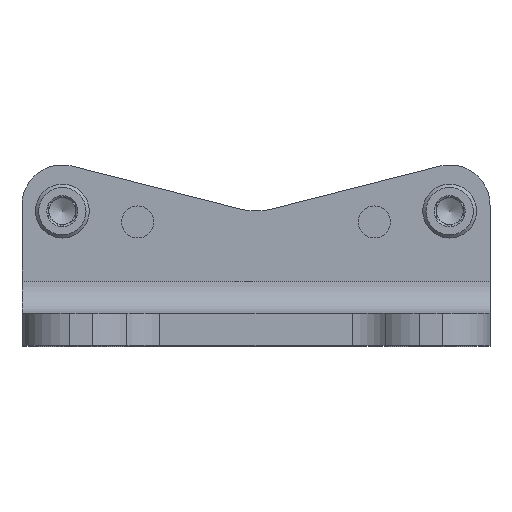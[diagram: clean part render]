
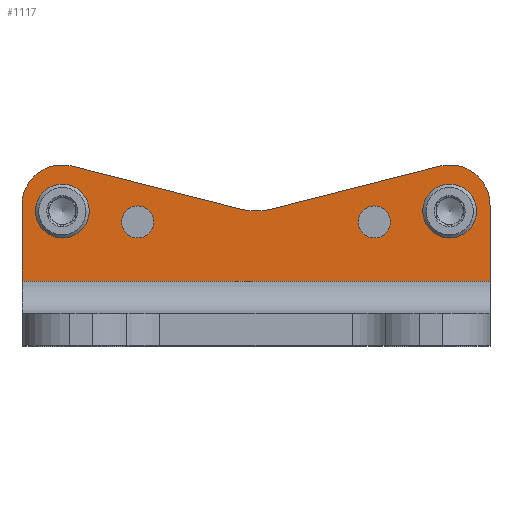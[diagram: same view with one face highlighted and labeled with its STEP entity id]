
A CAD part, top view. The second image highlights one B-rep face of the part: STEP entity #1117.
In plain terms, the highlighted planar face has unit normal (0, 0, 1).
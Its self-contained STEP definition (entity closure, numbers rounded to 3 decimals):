
#122=CIRCLE('',#1249,2.98);
#123=CIRCLE('',#1250,2.98);
#124=CIRCLE('',#1251,3.3);
#125=CIRCLE('',#1252,3.3);
#126=CIRCLE('',#1253,7.5);
#127=CIRCLE('',#1254,7.5);
#128=CIRCLE('',#1255,7.5);
#129=CIRCLE('',#1256,11.);
#130=CIRCLE('',#1257,7.5);
#247=ORIENTED_EDGE('',*,*,#535,.F.);
#248=ORIENTED_EDGE('',*,*,#536,.F.);
#249=ORIENTED_EDGE('',*,*,#537,.F.);
#250=ORIENTED_EDGE('',*,*,#538,.F.);
#251=ORIENTED_EDGE('',*,*,#503,.T.);
#252=ORIENTED_EDGE('',*,*,#539,.T.);
#253=ORIENTED_EDGE('',*,*,#513,.T.);
#254=ORIENTED_EDGE('',*,*,#540,.F.);
#255=ORIENTED_EDGE('',*,*,#509,.F.);
#256=ORIENTED_EDGE('',*,*,#541,.T.);
#257=ORIENTED_EDGE('',*,*,#533,.T.);
#258=ORIENTED_EDGE('',*,*,#542,.T.);
#259=ORIENTED_EDGE('',*,*,#543,.F.);
#260=ORIENTED_EDGE('',*,*,#544,.F.);
#261=ORIENTED_EDGE('',*,*,#545,.F.);
#262=ORIENTED_EDGE('',*,*,#546,.T.);
#503=EDGE_CURVE('',#654,#653,#738,.T.);
#509=EDGE_CURVE('',#657,#658,#743,.T.);
#513=EDGE_CURVE('',#660,#659,#745,.T.);
#533=EDGE_CURVE('',#674,#673,#755,.T.);
#535=EDGE_CURVE('',#675,#675,#122,.T.);
#536=EDGE_CURVE('',#676,#676,#123,.T.);
#537=EDGE_CURVE('',#677,#677,#124,.F.);
#538=EDGE_CURVE('',#678,#678,#125,.F.);
#539=EDGE_CURVE('',#653,#660,#126,.F.);
#540=EDGE_CURVE('',#658,#659,#757,.T.);
#541=EDGE_CURVE('',#657,#674,#127,.F.);
#542=EDGE_CURVE('',#673,#679,#128,.F.);
#543=EDGE_CURVE('',#680,#679,#758,.T.);
#544=EDGE_CURVE('',#681,#680,#129,.F.);
#545=EDGE_CURVE('',#682,#681,#759,.T.);
#546=EDGE_CURVE('',#682,#654,#130,.F.);
#653=VERTEX_POINT('',#1810);
#654=VERTEX_POINT('',#1812);
#657=VERTEX_POINT('',#1821);
#658=VERTEX_POINT('',#1823);
#659=VERTEX_POINT('',#1828);
#660=VERTEX_POINT('',#1830);
#673=VERTEX_POINT('',#1866);
#674=VERTEX_POINT('',#1868);
#675=VERTEX_POINT('',#1872);
#676=VERTEX_POINT('',#1874);
#677=VERTEX_POINT('',#1876);
#678=VERTEX_POINT('',#1878);
#679=VERTEX_POINT('',#1883);
#680=VERTEX_POINT('',#1885);
#681=VERTEX_POINT('',#1887);
#682=VERTEX_POINT('',#1889);
#738=LINE('',#1811,#818);
#743=LINE('',#1822,#823);
#745=LINE('',#1829,#825);
#755=LINE('',#1867,#835);
#757=LINE('',#1880,#837);
#758=LINE('',#1884,#838);
#759=LINE('',#1888,#839);
#818=VECTOR('',#1423,1000.);
#823=VECTOR('',#1432,1000.);
#825=VECTOR('',#1440,1000.);
#835=VECTOR('',#1478,1000.);
#837=VECTOR('',#1492,1000.);
#838=VECTOR('',#1497,1000.);
#839=VECTOR('',#1500,1000.);
#892=EDGE_LOOP('',(#247));
#893=EDGE_LOOP('',(#248));
#894=EDGE_LOOP('',(#249));
#895=EDGE_LOOP('',(#250));
#896=EDGE_LOOP('',(#251,#252,#253,#254,#255,#256,#257,#258,#259,#260,#261,
#262));
#990=FACE_BOUND('',#892,.T.);
#991=FACE_BOUND('',#893,.T.);
#992=FACE_BOUND('',#894,.T.);
#993=FACE_BOUND('',#895,.T.);
#994=FACE_BOUND('',#896,.T.);
#1080=PLANE('',#1248);
#1117=ADVANCED_FACE('',(#990,#991,#992,#993,#994),#1080,.F.);
#1248=AXIS2_PLACEMENT_3D('',#1870,#1480,#1481);
#1249=AXIS2_PLACEMENT_3D('',#1871,#1482,#1483);
#1250=AXIS2_PLACEMENT_3D('',#1873,#1484,#1485);
#1251=AXIS2_PLACEMENT_3D('',#1875,#1486,#1487);
#1252=AXIS2_PLACEMENT_3D('',#1877,#1488,#1489);
#1253=AXIS2_PLACEMENT_3D('',#1879,#1490,#1491);
#1254=AXIS2_PLACEMENT_3D('',#1881,#1493,#1494);
#1255=AXIS2_PLACEMENT_3D('',#1882,#1495,#1496);
#1256=AXIS2_PLACEMENT_3D('',#1886,#1498,#1499);
#1257=AXIS2_PLACEMENT_3D('',#1890,#1501,#1502);
#1423=DIRECTION('',(-1.,0.,0.));
#1432=DIRECTION('',(0.,-1.,0.));
#1440=DIRECTION('',(0.,-1.,0.));
#1478=DIRECTION('',(-1.,0.,0.));
#1480=DIRECTION('',(0.,0.,-1.));
#1481=DIRECTION('',(-1.,0.,0.));
#1482=DIRECTION('',(0.,0.,1.));
#1483=DIRECTION('',(1.,0.,0.));
#1484=DIRECTION('',(0.,0.,1.));
#1485=DIRECTION('',(1.,0.,0.));
#1486=DIRECTION('',(0.,0.,-1.));
#1487=DIRECTION('',(-1.,0.,0.));
#1488=DIRECTION('',(0.,0.,-1.));
#1489=DIRECTION('',(-1.,0.,0.));
#1490=DIRECTION('',(0.,0.,-1.));
#1491=DIRECTION('',(-1.,0.,0.));
#1492=DIRECTION('',(-1.,0.,0.));
#1493=DIRECTION('',(0.,0.,-1.));
#1494=DIRECTION('',(-1.,0.,0.));
#1495=DIRECTION('',(0.,0.,-1.));
#1496=DIRECTION('',(-1.,0.,0.));
#1497=DIRECTION('',(0.969,0.247,0.));
#1498=DIRECTION('',(0.,0.,-1.));
#1499=DIRECTION('',(-1.,0.,0.));
#1500=DIRECTION('',(0.969,-0.247,0.));
#1501=DIRECTION('',(0.,0.,-1.));
#1502=DIRECTION('',(-1.,0.,0.));
#1810=CARTESIAN_POINT('',(-37.221,33.5,6.));
#1811=CARTESIAN_POINT('',(43.5,33.5,6.));
#1812=CARTESIAN_POINT('',(-34.779,33.5,6.));
#1821=CARTESIAN_POINT('',(43.5,26.1,6.));
#1822=CARTESIAN_POINT('',(43.5,33.5,6.));
#1823=CARTESIAN_POINT('',(43.5,12.,6.));
#1828=CARTESIAN_POINT('',(-43.5,12.,6.));
#1829=CARTESIAN_POINT('',(-43.5,33.5,6.));
#1830=CARTESIAN_POINT('',(-43.5,26.1,6.));
#1866=CARTESIAN_POINT('',(34.779,33.5,6.));
#1867=CARTESIAN_POINT('',(43.5,33.5,6.));
#1868=CARTESIAN_POINT('',(37.221,33.5,6.));
#1870=CARTESIAN_POINT('',(43.5,33.5,6.));
#1871=CARTESIAN_POINT('',(-22.,23.,6.));
#1872=CARTESIAN_POINT('',(-19.02,23.,6.));
#1873=CARTESIAN_POINT('',(22.,23.,6.));
#1874=CARTESIAN_POINT('',(24.98,23.,6.));
#1875=CARTESIAN_POINT('',(-36.,25.,6.));
#1876=CARTESIAN_POINT('',(-39.3,25.,6.));
#1877=CARTESIAN_POINT('',(36.,25.,6.));
#1878=CARTESIAN_POINT('',(32.7,25.,6.));
#1879=CARTESIAN_POINT('',(-36.,26.1,6.));
#1880=CARTESIAN_POINT('',(43.5,12.,6.));
#1881=CARTESIAN_POINT('',(36.,26.1,6.));
#1882=CARTESIAN_POINT('',(36.,26.1,6.));
#1883=CARTESIAN_POINT('',(34.144,33.367,6.));
#1884=CARTESIAN_POINT('',(42.959,35.618,6.));
#1885=CARTESIAN_POINT('',(2.722,25.342,6.));
#1886=CARTESIAN_POINT('',(0.,36.,6.));
#1887=CARTESIAN_POINT('',(-2.722,25.342,6.));
#1888=CARTESIAN_POINT('',(38.714,14.76,6.));
#1889=CARTESIAN_POINT('',(-34.144,33.367,6.));
#1890=CARTESIAN_POINT('',(-36.,26.1,6.));
